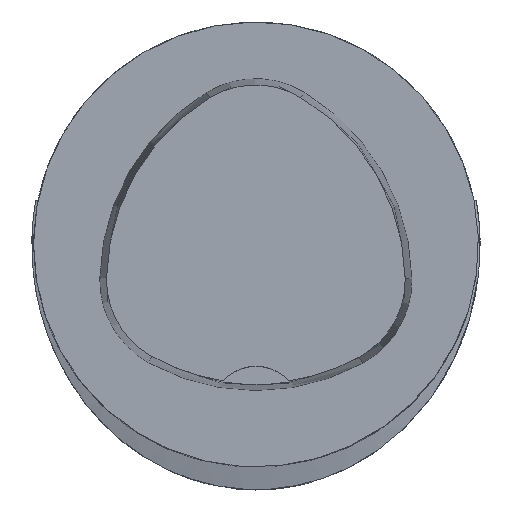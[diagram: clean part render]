
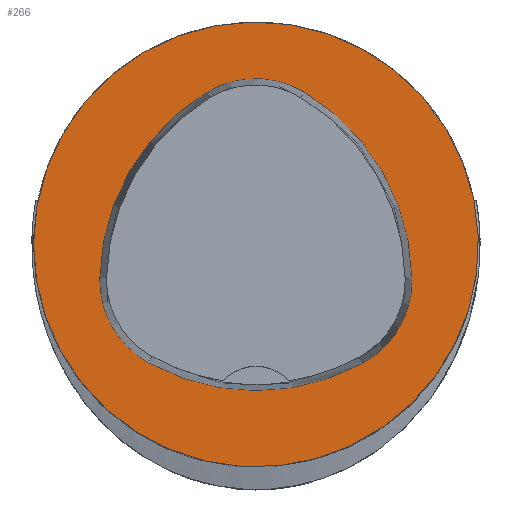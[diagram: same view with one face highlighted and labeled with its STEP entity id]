
A CAD part, top view. The second image highlights one B-rep face of the part: STEP entity #266.
In plain terms, the highlighted planar face has unit normal (0, 0, 1).
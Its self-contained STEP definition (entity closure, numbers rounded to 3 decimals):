
#266=ADVANCED_FACE('',(#672,#673),#339,.T.);
#339=PLANE('',#1842);
#672=FACE_BOUND('',#718,.T.);
#673=FACE_BOUND('',#719,.T.);
#718=EDGE_LOOP('',(#969,#970,#971,#972,#973,#974));
#719=EDGE_LOOP('',(#975));
#969=ORIENTED_EDGE('',*,*,#1528,.T.);
#970=ORIENTED_EDGE('',*,*,#1508,.T.);
#971=ORIENTED_EDGE('',*,*,#1512,.T.);
#972=ORIENTED_EDGE('',*,*,#1515,.T.);
#973=ORIENTED_EDGE('',*,*,#1518,.T.);
#974=ORIENTED_EDGE('',*,*,#1526,.T.);
#975=ORIENTED_EDGE('',*,*,#1488,.F.);
#1313=VERTEX_POINT('',#2678);
#1332=VERTEX_POINT('',#2738);
#1333=VERTEX_POINT('',#2739);
#1336=VERTEX_POINT('',#2747);
#1338=VERTEX_POINT('',#2753);
#1340=VERTEX_POINT('',#2759);
#1347=VERTEX_POINT('',#2780);
#1488=EDGE_CURVE('',#1313,#1313,#1648,.T.);
#1508=EDGE_CURVE('',#1332,#1333,#1649,.T.);
#1512=EDGE_CURVE('',#1333,#1336,#1651,.T.);
#1515=EDGE_CURVE('',#1336,#1338,#1653,.T.);
#1518=EDGE_CURVE('',#1338,#1340,#1655,.T.);
#1526=EDGE_CURVE('',#1340,#1347,#1659,.T.);
#1528=EDGE_CURVE('',#1347,#1332,#1661,.T.);
#1648=CIRCLE('',#1809,20.);
#1649=CIRCLE('',#1820,20.);
#1651=CIRCLE('',#1823,8.5);
#1653=CIRCLE('',#1826,20.);
#1655=CIRCLE('',#1829,8.5);
#1659=CIRCLE('',#1834,20.);
#1661=CIRCLE('',#1837,8.5);
#1809=AXIS2_PLACEMENT_3D('',#2677,#2084,#2085);
#1820=AXIS2_PLACEMENT_3D('',#2737,#2114,#2115);
#1823=AXIS2_PLACEMENT_3D('',#2746,#2122,#2123);
#1826=AXIS2_PLACEMENT_3D('',#2752,#2129,#2130);
#1829=AXIS2_PLACEMENT_3D('',#2758,#2136,#2137);
#1834=AXIS2_PLACEMENT_3D('',#2781,#2148,#2149);
#1837=AXIS2_PLACEMENT_3D('',#2784,#2154,#2155);
#1842=AXIS2_PLACEMENT_3D('',#2789,#2164,#2165);
#2084=DIRECTION('',(0.,0.,-1.));
#2085=DIRECTION('',(-1.,0.,0.));
#2114=DIRECTION('',(0.,0.,-1.));
#2115=DIRECTION('',(-1.,0.,0.));
#2122=DIRECTION('',(0.,0.,-1.));
#2123=DIRECTION('',(-1.,0.,0.));
#2129=DIRECTION('',(0.,0.,-1.));
#2130=DIRECTION('',(-1.,0.,0.));
#2136=DIRECTION('',(0.,0.,-1.));
#2137=DIRECTION('',(-1.,0.,0.));
#2148=DIRECTION('',(0.,0.,-1.));
#2149=DIRECTION('',(-1.,0.,0.));
#2154=DIRECTION('',(0.,0.,-1.));
#2155=DIRECTION('',(-1.,0.,0.));
#2164=DIRECTION('',(0.,0.,1.));
#2165=DIRECTION('',(1.,0.,0.));
#2677=CARTESIAN_POINT('',(0.,0.,0.));
#2678=CARTESIAN_POINT('',(-20.,0.,0.));
#2737=CARTESIAN_POINT('',(5.955,-3.414,0.));
#2738=CARTESIAN_POINT('',(-14.041,-3.042,0.));
#2739=CARTESIAN_POINT('',(-4.472,13.653,0.));
#2746=CARTESIAN_POINT('',(-0.04,6.4,0.));
#2747=CARTESIAN_POINT('',(4.347,13.68,0.));
#2752=CARTESIAN_POINT('',(-5.976,-3.45,0.));
#2753=CARTESIAN_POINT('',(14.021,-3.075,0.));
#2758=CARTESIAN_POINT('',(5.522,-3.235,0.));
#2759=CARTESIAN_POINT('',(9.588,-10.699,0.));
#2780=CARTESIAN_POINT('',(-9.655,-10.639,0.));
#2781=CARTESIAN_POINT('',(0.022,6.864,0.));
#2784=CARTESIAN_POINT('',(-5.543,-3.2,0.));
#2789=CARTESIAN_POINT('',(0.,0.,0.));
